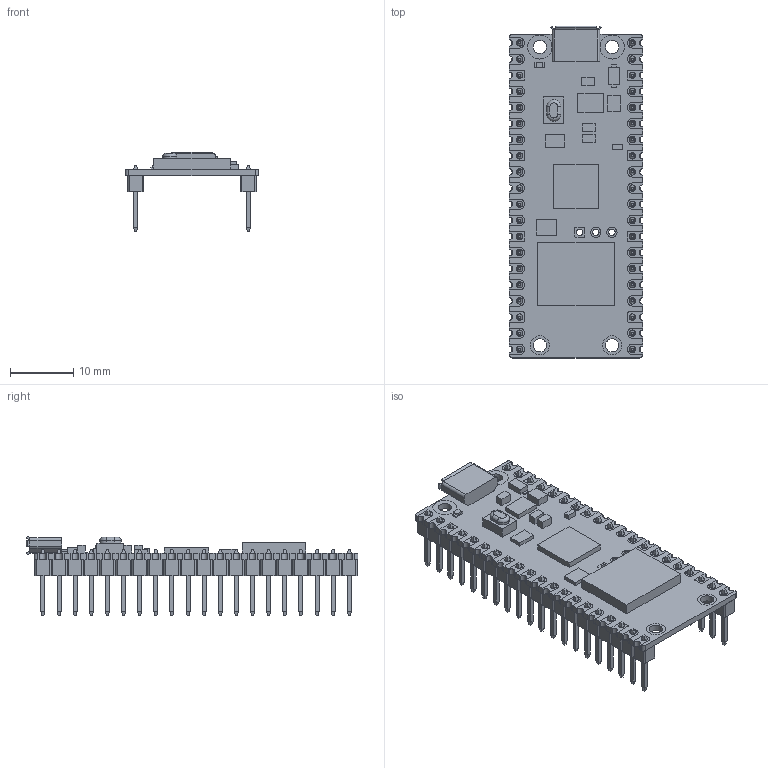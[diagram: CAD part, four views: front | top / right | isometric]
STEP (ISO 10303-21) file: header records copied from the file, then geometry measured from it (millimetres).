
FILE_DESCRIPTION(('FreeCAD Model'),'2;1');
FILE_NAME('Open CASCADE Shape Model','2025-05-08T09:29:03',( 'Peter S. Hollander'),('https://gitlab.com/recursivenomad/'), 'Open CASCADE STEP processor 7.6','FreeCAD','Unknown');
FILE_SCHEMA(('AUTOMOTIVE_DESIGN { 1 0 10303 214 1 1 1 1 }'));
Length unit declared in the file: millimetre
Products named in the file (3): RaspberryPi_Pico_W_AddedHeaders_H2.54mm_KiCad; RaspberryPi_Pico_W_Module_KiCad; RaspberryPi_Pico_Header_Breakaway_H2.54mm_KiCad
Assembly tree (3 placements, depth 2):
  RaspberryPi_Pico_W_AddedHeaders_H2.54mm_KiCad
    RaspberryPi_Pico_W_Module_KiCad
    RaspberryPi_Pico_Header_Breakaway_H2.54mm_KiCad  x2
Bounding box: 21 x 52.3 x 12.59 mm (x, y, z)
Volume: 2116 mm3; surface area: 4564.8 mm2
Topology: 3 solids, 3 shells, 1439 faces, 3743 edges, 2428 vertices
Faces by surface type: plane 1318, cylinder 119, torus 2
Full cylindrical faces by diameter (mm): 1 x43, 2.1 x4
Entity records: 34083 total; most frequent: CARTESIAN_POINT 5240, ORIENTED_EDGE 5154, DIRECTION 4883, EDGE_CURVE 2577, LINE 2189, VECTOR 2189, VERTEX_POINT 1704, AXIS2_PLACEMENT_3D 1347
